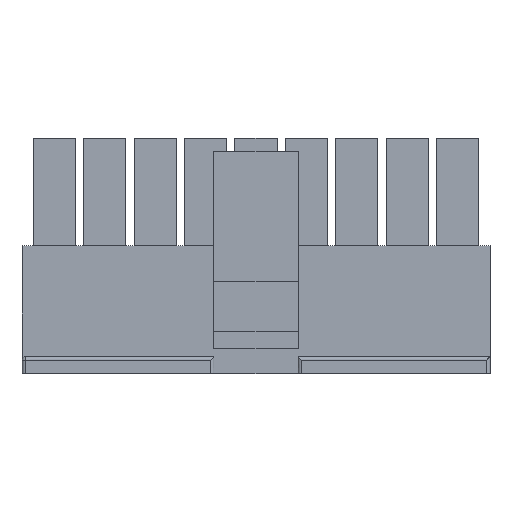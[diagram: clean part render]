
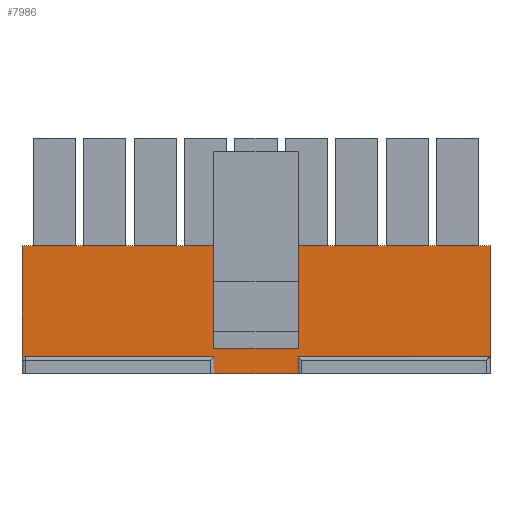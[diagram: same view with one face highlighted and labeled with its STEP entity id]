
A CAD part, top view. The second image highlights one B-rep face of the part: STEP entity #7986.
In plain terms, the highlighted planar face has unit normal (0, 0, 1).
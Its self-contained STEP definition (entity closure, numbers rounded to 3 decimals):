
#47=CIRCLE('',#8442,0.2);
#1064=ORIENTED_EDGE('',*,*,#2345,.F.);
#1065=ORIENTED_EDGE('',*,*,#3096,.T.);
#1066=ORIENTED_EDGE('',*,*,#2351,.T.);
#1067=ORIENTED_EDGE('',*,*,#3097,.T.);
#1068=ORIENTED_EDGE('',*,*,#3098,.T.);
#1069=ORIENTED_EDGE('',*,*,#3099,.F.);
#1070=ORIENTED_EDGE('',*,*,#3100,.F.);
#1071=ORIENTED_EDGE('',*,*,#3101,.F.);
#1072=ORIENTED_EDGE('',*,*,#3102,.T.);
#1073=ORIENTED_EDGE('',*,*,#3103,.F.);
#1074=ORIENTED_EDGE('',*,*,#3104,.T.);
#1075=ORIENTED_EDGE('',*,*,#3089,.F.);
#1076=ORIENTED_EDGE('',*,*,#3105,.T.);
#1077=ORIENTED_EDGE('',*,*,#2452,.F.);
#1078=ORIENTED_EDGE('',*,*,#3106,.F.);
#1079=ORIENTED_EDGE('',*,*,#3088,.F.);
#1080=ORIENTED_EDGE('',*,*,#3107,.T.);
#2345=EDGE_CURVE('',#3489,#3490,#4219,.T.);
#2351=EDGE_CURVE('',#3495,#3496,#4225,.T.);
#2452=EDGE_CURVE('',#3577,#3578,#4325,.T.);
#3088=EDGE_CURVE('',#4067,#4064,#4956,.T.);
#3089=EDGE_CURVE('',#4068,#4069,#4957,.T.);
#3096=EDGE_CURVE('',#3489,#3495,#4964,.T.);
#3097=EDGE_CURVE('',#3496,#3490,#4965,.T.);
#3098=EDGE_CURVE('',#4074,#4075,#4966,.T.);
#3099=EDGE_CURVE('',#4076,#4075,#4967,.T.);
#3100=EDGE_CURVE('',#4077,#4076,#4968,.T.);
#3101=EDGE_CURVE('',#4074,#4077,#4969,.T.);
#3102=EDGE_CURVE('',#4078,#4079,#4970,.T.);
#3103=EDGE_CURVE('',#4080,#4079,#4971,.T.);
#3104=EDGE_CURVE('',#4080,#4069,#47,.F.);
#3105=EDGE_CURVE('',#4068,#3578,#4972,.T.);
#3106=EDGE_CURVE('',#4064,#3577,#4973,.T.);
#3107=EDGE_CURVE('',#4067,#4078,#4974,.T.);
#3489=VERTEX_POINT('',#10777);
#3490=VERTEX_POINT('',#10779);
#3495=VERTEX_POINT('',#10792);
#3496=VERTEX_POINT('',#10793);
#3577=VERTEX_POINT('',#10991);
#3578=VERTEX_POINT('',#10993);
#4064=VERTEX_POINT('',#12243);
#4067=VERTEX_POINT('',#12248);
#4068=VERTEX_POINT('',#12252);
#4069=VERTEX_POINT('',#12253);
#4074=VERTEX_POINT('',#12269);
#4075=VERTEX_POINT('',#12270);
#4076=VERTEX_POINT('',#12272);
#4077=VERTEX_POINT('',#12274);
#4078=VERTEX_POINT('',#12277);
#4079=VERTEX_POINT('',#12278);
#4080=VERTEX_POINT('',#12280);
#4219=LINE('',#10778,#5344);
#4225=LINE('',#10791,#5350);
#4325=LINE('',#10992,#5450);
#4956=LINE('',#12249,#6081);
#4957=LINE('',#12251,#6082);
#4964=LINE('',#12266,#6089);
#4965=LINE('',#12267,#6090);
#4966=LINE('',#12268,#6091);
#4967=LINE('',#12271,#6092);
#4968=LINE('',#12273,#6093);
#4969=LINE('',#12275,#6094);
#4970=LINE('',#12276,#6095);
#4971=LINE('',#12279,#6096);
#4972=LINE('',#12282,#6097);
#4973=LINE('',#12283,#6098);
#4974=LINE('',#12284,#6099);
#5344=VECTOR('',#8742,1000.);
#5350=VECTOR('',#8752,1000.);
#5450=VECTOR('',#8888,1000.);
#6081=VECTOR('',#9791,1000.);
#6082=VECTOR('',#9794,1000.);
#6089=VECTOR('',#9805,1000.);
#6090=VECTOR('',#9806,1000.);
#6091=VECTOR('',#9807,1000.);
#6092=VECTOR('',#9808,1000.);
#6093=VECTOR('',#9809,1000.);
#6094=VECTOR('',#9810,1000.);
#6095=VECTOR('',#9811,1000.);
#6096=VECTOR('',#9812,1000.);
#6097=VECTOR('',#9815,1000.);
#6098=VECTOR('',#9816,1000.);
#6099=VECTOR('',#9817,1000.);
#6647=EDGE_LOOP('',(#1064,#1065,#1066,#1067));
#6648=EDGE_LOOP('',(#1068,#1069,#1070,#1071));
#6649=EDGE_LOOP('',(#1072,#1073,#1074,#1075,#1076,#1077,#1078,#1079,#1080));
#7119=FACE_BOUND('',#6647,.T.);
#7120=FACE_BOUND('',#6648,.T.);
#7121=FACE_BOUND('',#6649,.T.);
#7564=PLANE('',#8441);
#7986=ADVANCED_FACE('',(#7119,#7120,#7121),#7564,.T.);
#8441=AXIS2_PLACEMENT_3D('',#12265,#9803,#9804);
#8442=AXIS2_PLACEMENT_3D('',#12281,#9813,#9814);
#8742=DIRECTION('',(-1.,0.,0.));
#8752=DIRECTION('',(-1.,0.,0.));
#8888=DIRECTION('',(-1.,0.,0.));
#9791=DIRECTION('',(-1.,0.,0.));
#9794=DIRECTION('',(-1.,0.,0.));
#9803=DIRECTION('',(0.,0.,1.));
#9804=DIRECTION('',(1.,0.,0.));
#9805=DIRECTION('',(0.,-1.,0.));
#9806=DIRECTION('',(0.,1.,0.));
#9807=DIRECTION('',(-1.,0.,0.));
#9808=DIRECTION('',(0.,-1.,0.));
#9809=DIRECTION('',(-1.,0.,0.));
#9810=DIRECTION('',(0.,1.,0.));
#9811=DIRECTION('',(-1.,0.,0.));
#9812=DIRECTION('',(0.,1.,0.));
#9813=DIRECTION('',(0.,0.,1.));
#9814=DIRECTION('',(1.,0.,0.));
#9815=DIRECTION('',(0.,-1.,0.));
#9816=DIRECTION('',(0.,-1.,0.));
#9817=DIRECTION('',(0.,1.,0.));
#10777=CARTESIAN_POINT('',(-1.625,2.419,1.93));
#10778=CARTESIAN_POINT('',(2.5,2.419,1.93));
#10779=CARTESIAN_POINT('',(-2.5,2.419,1.93));
#10791=CARTESIAN_POINT('',(2.5,1.619,1.93));
#10792=CARTESIAN_POINT('',(-1.625,1.619,1.93));
#10793=CARTESIAN_POINT('',(-2.5,1.619,1.93));
#10991=CARTESIAN_POINT('',(2.5,-4.3,1.93));
#10992=CARTESIAN_POINT('',(2.5,-4.3,1.93));
#10993=CARTESIAN_POINT('',(-2.5,-4.3,1.93));
#12243=CARTESIAN_POINT('',(2.5,-3.3,1.93));
#12248=CARTESIAN_POINT('',(13.925,-3.3,1.93));
#12249=CARTESIAN_POINT('',(13.925,-3.3,1.93));
#12251=CARTESIAN_POINT('',(13.925,-3.3,1.93));
#12252=CARTESIAN_POINT('',(-2.5,-3.3,1.93));
#12253=CARTESIAN_POINT('',(-13.725,-3.3,1.93));
#12265=CARTESIAN_POINT('',(13.925,-3.3,1.93));
#12266=CARTESIAN_POINT('',(-1.625,6.65,1.93));
#12267=CARTESIAN_POINT('',(-2.5,1.619,1.93));
#12268=CARTESIAN_POINT('',(2.5,1.619,1.93));
#12269=CARTESIAN_POINT('',(2.5,1.619,1.93));
#12270=CARTESIAN_POINT('',(1.625,1.619,1.93));
#12271=CARTESIAN_POINT('',(1.625,6.65,1.93));
#12272=CARTESIAN_POINT('',(1.625,2.419,1.93));
#12273=CARTESIAN_POINT('',(2.5,2.419,1.93));
#12274=CARTESIAN_POINT('',(2.5,2.419,1.93));
#12275=CARTESIAN_POINT('',(2.5,1.619,1.93));
#12276=CARTESIAN_POINT('',(13.925,3.3,1.93));
#12277=CARTESIAN_POINT('',(13.925,3.3,1.93));
#12278=CARTESIAN_POINT('',(-13.925,3.3,1.93));
#12279=CARTESIAN_POINT('',(-13.925,-3.3,1.93));
#12280=CARTESIAN_POINT('',(-13.925,-3.5,1.93));
#12281=CARTESIAN_POINT('',(-13.725,-3.5,1.93));
#12282=CARTESIAN_POINT('',(-2.5,27.901,1.93));
#12283=CARTESIAN_POINT('',(2.5,27.901,1.93));
#12284=CARTESIAN_POINT('',(13.925,-3.3,1.93));
